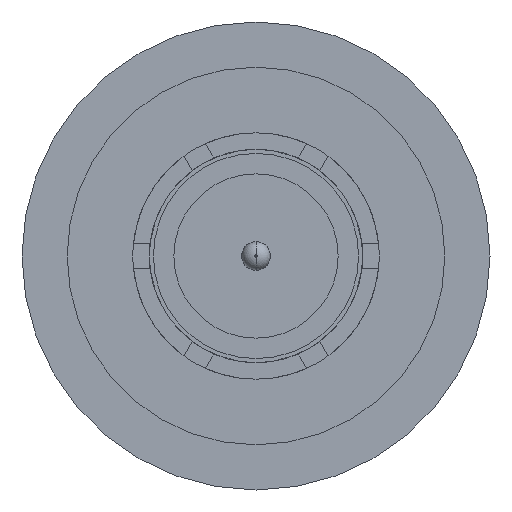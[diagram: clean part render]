
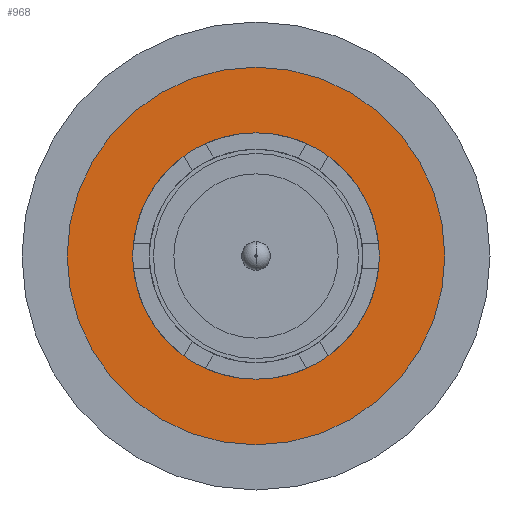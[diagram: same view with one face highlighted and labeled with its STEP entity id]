
A CAD part, front view. The second image highlights one B-rep face of the part: STEP entity #968.
In plain terms, the highlighted planar face has unit normal (0, -1, 0).
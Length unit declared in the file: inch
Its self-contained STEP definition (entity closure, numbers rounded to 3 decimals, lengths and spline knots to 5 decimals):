
#28 = VERTEX_POINT ( 'NONE', #4021 ) ;
#74 = PLANE ( 'NONE',  #2991 ) ;
#134 = VERTEX_POINT ( 'NONE', #2450 ) ;
#210 = DIRECTION ( 'NONE',  ( 0., 0., -1. ) ) ;
#647 = VERTEX_POINT ( 'NONE', #2413 ) ;
#702 = DIRECTION ( 'NONE',  ( 0., -1., 0. ) ) ;
#750 = DIRECTION ( 'NONE',  ( 0., 0., -1. ) ) ;
#751 = EDGE_CURVE ( 'NONE', #134, #647, #2719, .T. ) ;
#791 = CIRCLE ( 'NONE', #865, 0.15 ) ;
#865 = AXIS2_PLACEMENT_3D ( 'NONE', #3563, #702, #1969 ) ;
#911 = CARTESIAN_POINT ( 'NONE',  ( 0., -0.5975, 0.15 ) ) ;
#957 = CARTESIAN_POINT ( 'NONE',  ( 0., -0.5975, 0. ) ) ;
#968 = ADVANCED_FACE ( 'NONE', ( #3848, #3868 ), #74, .T. ) ;
#1127 = ORIENTED_EDGE ( 'NONE', *, *, #1941, .F. ) ;
#1132 = ORIENTED_EDGE ( 'NONE', *, *, #751, .T. ) ;
#1415 = DIRECTION ( 'NONE',  ( 0., -1., 0. ) ) ;
#1536 = CIRCLE ( 'NONE', #1668, 0.15 ) ;
#1607 = DIRECTION ( 'NONE',  ( 0., 0., -1. ) ) ;
#1668 = AXIS2_PLACEMENT_3D ( 'NONE', #3895, #3583, #750 ) ;
#1764 = DIRECTION ( 'NONE',  ( 0., 0., -1. ) ) ;
#1941 = EDGE_CURVE ( 'NONE', #2755, #28, #791, .T. ) ;
#1953 = CARTESIAN_POINT ( 'NONE',  ( 0., -0.5975, 0. ) ) ;
#1969 = DIRECTION ( 'NONE',  ( 0., 0., -1. ) ) ;
#2077 = CARTESIAN_POINT ( 'NONE',  ( 0., -0.5975, 0. ) ) ;
#2413 = CARTESIAN_POINT ( 'NONE',  ( 0., -0.5975, 0.23 ) ) ;
#2450 = CARTESIAN_POINT ( 'NONE',  ( 0., -0.5975, -0.23 ) ) ;
#2499 = EDGE_CURVE ( 'NONE', #28, #2755, #1536, .T. ) ;
#2582 = ORIENTED_EDGE ( 'NONE', *, *, #3986, .T. ) ;
#2586 = AXIS2_PLACEMENT_3D ( 'NONE', #957, #4090, #210 ) ;
#2617 = AXIS2_PLACEMENT_3D ( 'NONE', #1953, #4122, #1607 ) ;
#2635 = EDGE_LOOP ( 'NONE', ( #1127, #3869 ) ) ;
#2719 = CIRCLE ( 'NONE', #2586, 0.23 ) ;
#2732 = EDGE_LOOP ( 'NONE', ( #1132, #2582 ) ) ;
#2755 = VERTEX_POINT ( 'NONE', #911 ) ;
#2991 = AXIS2_PLACEMENT_3D ( 'NONE', #2077, #1415, #1764 ) ;
#3563 = CARTESIAN_POINT ( 'NONE',  ( 0., -0.5975, 0. ) ) ;
#3583 = DIRECTION ( 'NONE',  ( 0., -1., 0. ) ) ;
#3848 = FACE_BOUND ( 'NONE', #2635, .T. ) ;
#3868 = FACE_OUTER_BOUND ( 'NONE', #2732, .T. ) ;
#3869 = ORIENTED_EDGE ( 'NONE', *, *, #2499, .F. ) ;
#3880 = CIRCLE ( 'NONE', #2617, 0.23 ) ;
#3895 = CARTESIAN_POINT ( 'NONE',  ( 0., -0.5975, 0. ) ) ;
#3986 = EDGE_CURVE ( 'NONE', #647, #134, #3880, .T. ) ;
#4021 = CARTESIAN_POINT ( 'NONE',  ( 0., -0.5975, -0.15 ) ) ;
#4090 = DIRECTION ( 'NONE',  ( 0., -1., 0. ) ) ;
#4122 = DIRECTION ( 'NONE',  ( 0., -1., 0. ) ) ;
